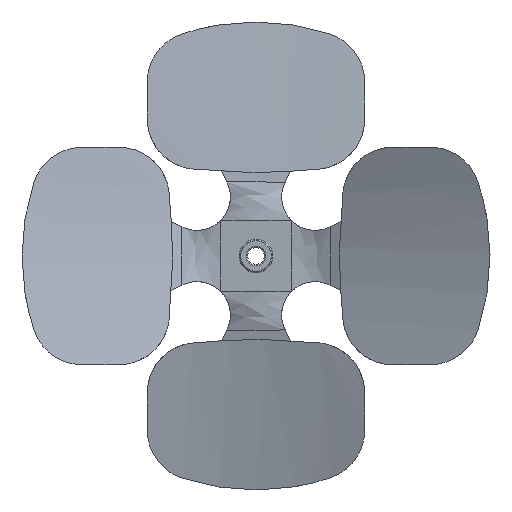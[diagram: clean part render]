
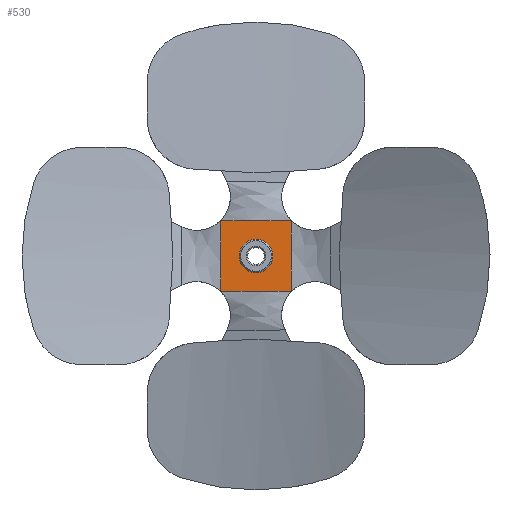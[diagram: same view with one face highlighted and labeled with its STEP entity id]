
A CAD part, top view. The second image highlights one B-rep face of the part: STEP entity #530.
In plain terms, the highlighted planar face has unit normal (0, 0, 1).
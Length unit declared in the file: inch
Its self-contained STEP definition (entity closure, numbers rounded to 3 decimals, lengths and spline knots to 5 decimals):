
#56 = ORIENTED_EDGE ( 'NONE', *, *, #4980, .T. ) ;
#98 = CARTESIAN_POINT ( 'NONE',  ( 0., 0., 0.03937 ) ) ;
#402 = CARTESIAN_POINT ( 'NONE',  ( 1.06066, 1.06066, 0.03937 ) ) ;
#503 = B_SPLINE_CURVE_WITH_KNOTS ( 'NONE', 3,
 ( #5208, #3506, #3889, #1443 ),
 .UNSPECIFIED., .F., .F.,
 ( 4, 4 ),
 ( 0., 1. ),
 .UNSPECIFIED. ) ;
#515 = CARTESIAN_POINT ( 'NONE',  ( -1.06066, -0.19348, 0.03937 ) ) ;
#528 = CARTESIAN_POINT ( 'NONE',  ( -1.06066, 1.06066, 0.03937 ) ) ;
#530 = ADVANCED_FACE ( 'NONE', ( #1488, #2072 ), #1662, .T. ) ;
#576 = ORIENTED_EDGE ( 'NONE', *, *, #1451, .T. ) ;
#738 = CARTESIAN_POINT ( 'NONE',  ( -1.06066, -0.19348, 0.03937 ) ) ;
#765 = EDGE_CURVE ( 'NONE', #3858, #1296, #5344, .T. ) ;
#771 = B_SPLINE_CURVE_WITH_KNOTS ( 'NONE', 3,
 ( #5285, #1525, #3205, #2816 ),
 .UNSPECIFIED., .F., .F.,
 ( 4, 4 ),
 ( 0., 1. ),
 .UNSPECIFIED. ) ;
#854 = CIRCLE ( 'NONE', #1297, 0.375 ) ;
#855 = DIRECTION ( 'NONE',  ( 1., 0., 0. ) ) ;
#899 = VERTEX_POINT ( 'NONE', #528 ) ;
#922 = ORIENTED_EDGE ( 'NONE', *, *, #2979, .F. ) ;
#1037 = CARTESIAN_POINT ( 'NONE',  ( 1.06066, -0.64261, 0.03937 ) ) ;
#1112 = EDGE_LOOP ( 'NONE', ( #2465, #922 ) ) ;
#1179 = ORIENTED_EDGE ( 'NONE', *, *, #1845, .T. ) ;
#1185 = ORIENTED_EDGE ( 'NONE', *, *, #5235, .T. ) ;
#1285 = VERTEX_POINT ( 'NONE', #738 ) ;
#1296 = VERTEX_POINT ( 'NONE', #2428 ) ;
#1297 = AXIS2_PLACEMENT_3D ( 'NONE', #5264, #3182, #3595 ) ;
#1338 = CARTESIAN_POINT ( 'NONE',  ( 1.06066, -1.06066, 0.03937 ) ) ;
#1355 = CARTESIAN_POINT ( 'NONE',  ( -0.48254, 1.06066, 0.03937 ) ) ;
#1406 = VERTEX_POINT ( 'NONE', #4754 ) ;
#1407 = EDGE_CURVE ( 'NONE', #899, #1285, #2628, .T. ) ;
#1428 = CARTESIAN_POINT ( 'NONE',  ( 0.19348, -1.06066, 0.03937 ) ) ;
#1443 = CARTESIAN_POINT ( 'NONE',  ( 1.06066, 1.06066, 0.03937 ) ) ;
#1451 = EDGE_CURVE ( 'NONE', #1296, #3267, #4393, .T. ) ;
#1457 = B_SPLINE_CURVE_WITH_KNOTS ( 'NONE', 3,
 ( #2282, #1037, #4364, #2310 ),
 .UNSPECIFIED., .F., .F.,
 ( 4, 4 ),
 ( 0., 1. ),
 .UNSPECIFIED. ) ;
#1488 = FACE_BOUND ( 'NONE', #1112, .T. ) ;
#1525 = CARTESIAN_POINT ( 'NONE',  ( -1.06066, -0.48254, 0.03937 ) ) ;
#1527 = CARTESIAN_POINT ( 'NONE',  ( -1.06066, -1.06066, 0.03937 ) ) ;
#1576 = CARTESIAN_POINT ( 'NONE',  ( 0.19348, -1.06066, 0.03937 ) ) ;
#1662 = PLANE ( 'NONE',  #2206 ) ;
#1669 = CARTESIAN_POINT ( 'NONE',  ( -0.19348, 1.06066, 0.03937 ) ) ;
#1845 = EDGE_CURVE ( 'NONE', #3267, #3926, #1457, .T. ) ;
#1861 = VERTEX_POINT ( 'NONE', #5296 ) ;
#1986 = CARTESIAN_POINT ( 'NONE',  ( -0.22456, -1.06066, 0.03937 ) ) ;
#2057 = VERTEX_POINT ( 'NONE', #5213 ) ;
#2072 = FACE_OUTER_BOUND ( 'NONE', #2529, .T. ) ;
#2073 = CARTESIAN_POINT ( 'NONE',  ( -0.19348, 1.06066, 0.03937 ) ) ;
#2120 = CARTESIAN_POINT ( 'NONE',  ( -1.06066, -1.06066, 0.03937 ) ) ;
#2195 = CARTESIAN_POINT ( 'NONE',  ( -1.06066, 0.64261, 0.03937 ) ) ;
#2206 = AXIS2_PLACEMENT_3D ( 'NONE', #4841, #3751, #4098 ) ;
#2282 = CARTESIAN_POINT ( 'NONE',  ( 1.06066, -1.06066, 0.03937 ) ) ;
#2310 = CARTESIAN_POINT ( 'NONE',  ( 1.06066, 0.19348, 0.03937 ) ) ;
#2428 = CARTESIAN_POINT ( 'NONE',  ( 0.19348, -1.06066, 0.03937 ) ) ;
#2465 = ORIENTED_EDGE ( 'NONE', *, *, #3361, .F. ) ;
#2529 = EDGE_LOOP ( 'NONE', ( #1185, #4368, #56, #4785, #576, #1179, #4340, #4587 ) ) ;
#2628 = B_SPLINE_CURVE_WITH_KNOTS ( 'NONE', 3,
 ( #5136, #2195, #3844, #515 ),
 .UNSPECIFIED., .F., .F.,
 ( 4, 4 ),
 ( 0., 1. ),
 .UNSPECIFIED. ) ;
#2790 = CARTESIAN_POINT ( 'NONE',  ( -0.64261, -1.06066, 0.03937 ) ) ;
#2816 = CARTESIAN_POINT ( 'NONE',  ( -1.06066, -1.06066, 0.03937 ) ) ;
#2948 = DIRECTION ( 'NONE',  ( 0., 0., 1. ) ) ;
#2972 = CARTESIAN_POINT ( 'NONE',  ( -0.19348, 1.06066, 0.03937 ) ) ;
#2979 = EDGE_CURVE ( 'NONE', #1861, #1406, #5164, .T. ) ;
#3034 = CARTESIAN_POINT ( 'NONE',  ( -0.7716, 1.06066, 0.03937 ) ) ;
#3056 = EDGE_CURVE ( 'NONE', #3926, #2057, #503, .T. ) ;
#3105 = CARTESIAN_POINT ( 'NONE',  ( 0.7716, -1.06066, 0.03937 ) ) ;
#3182 = DIRECTION ( 'NONE',  ( 0., 0., 1. ) ) ;
#3205 = CARTESIAN_POINT ( 'NONE',  ( -1.06066, -0.7716, 0.03937 ) ) ;
#3224 = EDGE_CURVE ( 'NONE', #2057, #3549, #3718, .T. ) ;
#3267 = VERTEX_POINT ( 'NONE', #1338 ) ;
#3361 = EDGE_CURVE ( 'NONE', #1406, #1861, #854, .T. ) ;
#3506 = CARTESIAN_POINT ( 'NONE',  ( 1.06066, 0.48254, 0.03937 ) ) ;
#3549 = VERTEX_POINT ( 'NONE', #2073 ) ;
#3585 = AXIS2_PLACEMENT_3D ( 'NONE', #98, #2948, #855 ) ;
#3595 = DIRECTION ( 'NONE',  ( 1., 0., 0. ) ) ;
#3718 = B_SPLINE_CURVE_WITH_KNOTS ( 'NONE', 3,
 ( #402, #3758, #5427, #1669 ),
 .UNSPECIFIED., .F., .F.,
 ( 4, 4 ),
 ( 0., 1. ),
 .UNSPECIFIED. ) ;
#3751 = DIRECTION ( 'NONE',  ( 0., 0., 1. ) ) ;
#3758 = CARTESIAN_POINT ( 'NONE',  ( 0.64261, 1.06066, 0.03937 ) ) ;
#3844 = CARTESIAN_POINT ( 'NONE',  ( -1.06066, 0.22456, 0.03937 ) ) ;
#3858 = VERTEX_POINT ( 'NONE', #2120 ) ;
#3889 = CARTESIAN_POINT ( 'NONE',  ( 1.06066, 0.7716, 0.03937 ) ) ;
#3926 = VERTEX_POINT ( 'NONE', #3972 ) ;
#3929 = CARTESIAN_POINT ( 'NONE',  ( 0.48254, -1.06066, 0.03937 ) ) ;
#3972 = CARTESIAN_POINT ( 'NONE',  ( 1.06066, 0.19348, 0.03937 ) ) ;
#4098 = DIRECTION ( 'NONE',  ( 1., 0., 0. ) ) ;
#4340 = ORIENTED_EDGE ( 'NONE', *, *, #3056, .T. ) ;
#4364 = CARTESIAN_POINT ( 'NONE',  ( 1.06066, -0.22456, 0.03937 ) ) ;
#4368 = ORIENTED_EDGE ( 'NONE', *, *, #1407, .T. ) ;
#4393 = B_SPLINE_CURVE_WITH_KNOTS ( 'NONE', 3,
 ( #1428, #3929, #3105, #4780 ),
 .UNSPECIFIED., .F., .F.,
 ( 4, 4 ),
 ( 0., 1. ),
 .UNSPECIFIED. ) ;
#4587 = ORIENTED_EDGE ( 'NONE', *, *, #3224, .T. ) ;
#4738 = CARTESIAN_POINT ( 'NONE',  ( -1.06066, 1.06066, 0.03937 ) ) ;
#4754 = CARTESIAN_POINT ( 'NONE',  ( 0.375, 0., 0.03937 ) ) ;
#4780 = CARTESIAN_POINT ( 'NONE',  ( 1.06066, -1.06066, 0.03937 ) ) ;
#4785 = ORIENTED_EDGE ( 'NONE', *, *, #765, .T. ) ;
#4841 = CARTESIAN_POINT ( 'NONE',  ( 0., 1.06066, 0.03937 ) ) ;
#4980 = EDGE_CURVE ( 'NONE', #1285, #3858, #771, .T. ) ;
#5040 = B_SPLINE_CURVE_WITH_KNOTS ( 'NONE', 3,
 ( #2972, #1355, #3034, #4738 ),
 .UNSPECIFIED., .F., .F.,
 ( 4, 4 ),
 ( 0., 1. ),
 .UNSPECIFIED. ) ;
#5136 = CARTESIAN_POINT ( 'NONE',  ( -1.06066, 1.06066, 0.03937 ) ) ;
#5164 = CIRCLE ( 'NONE', #3585, 0.375 ) ;
#5208 = CARTESIAN_POINT ( 'NONE',  ( 1.06066, 0.19348, 0.03937 ) ) ;
#5213 = CARTESIAN_POINT ( 'NONE',  ( 1.06066, 1.06066, 0.03937 ) ) ;
#5235 = EDGE_CURVE ( 'NONE', #3549, #899, #5040, .T. ) ;
#5264 = CARTESIAN_POINT ( 'NONE',  ( 0., 0., 0.03937 ) ) ;
#5285 = CARTESIAN_POINT ( 'NONE',  ( -1.06066, -0.19348, 0.03937 ) ) ;
#5296 = CARTESIAN_POINT ( 'NONE',  ( -0.375, 0., 0.03937 ) ) ;
#5344 = B_SPLINE_CURVE_WITH_KNOTS ( 'NONE', 3,
 ( #1527, #2790, #1986, #1576 ),
 .UNSPECIFIED., .F., .F.,
 ( 4, 4 ),
 ( 0., 1. ),
 .UNSPECIFIED. ) ;
#5427 = CARTESIAN_POINT ( 'NONE',  ( 0.22456, 1.06066, 0.03937 ) ) ;
